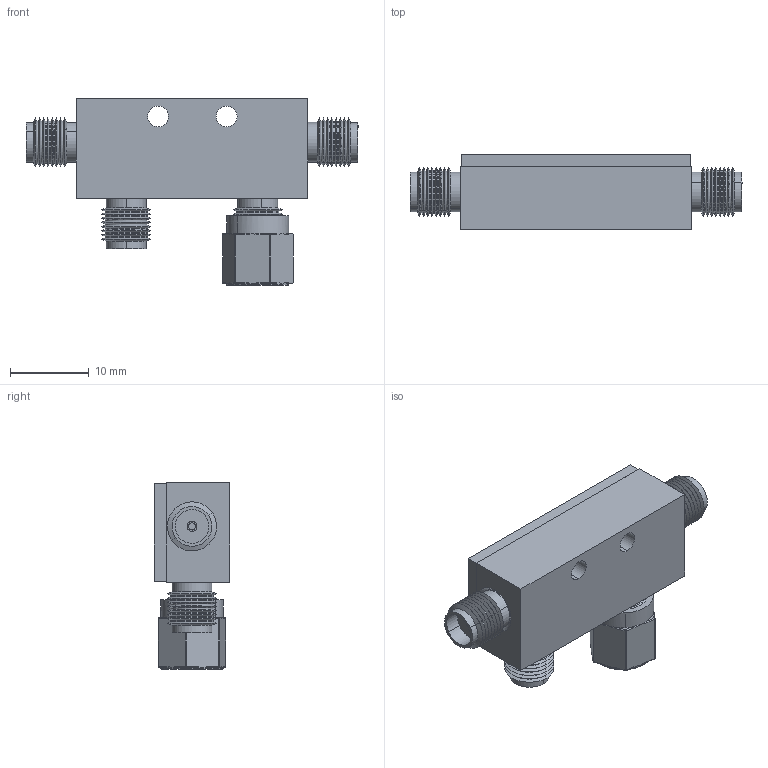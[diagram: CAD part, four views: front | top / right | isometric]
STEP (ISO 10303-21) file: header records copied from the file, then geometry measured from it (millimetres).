
FILE_DESCRIPTION (( 'STEP AP214' ), '1' );
FILE_NAME ('DCS 606_F.STEP', '2022-08-01T16:46:31', ( '' ), ( '' ), 'SwSTEP 2.0', 'SolidWorks 2021', '' );
FILE_SCHEMA (( 'AUTOMOTIVE_DESIGN' ));
Length unit declared in the file: inch
Products named in the file (1): DCS 606_F
Bounding box: 42.27 x 9.65 x 23.8 mm (x, y, z)
Volume: 4291.4 mm3; surface area: 5402.1 mm2
Topology: 15 solids, 15 shells, 1057 faces, 2684 edges, 1670 vertices
Faces by surface type: cylinder 559, plane 256, cone 144, bspline 82, sphere 14, torus 2
Entity records: 41955 total; most frequent: CARTESIAN_POINT 9766, DIRECTION 5712, ORIENTED_EDGE 5304, EDGE_CURVE 2652, AXIS2_PLACEMENT_3D 2232, VERTEX_POINT 1670, CIRCLE 1256, LINE 1248
